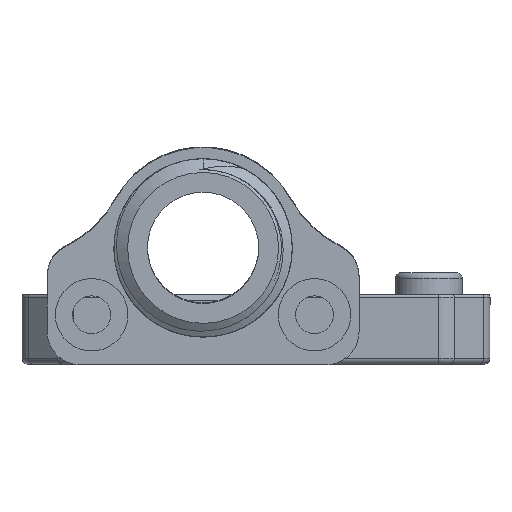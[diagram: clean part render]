
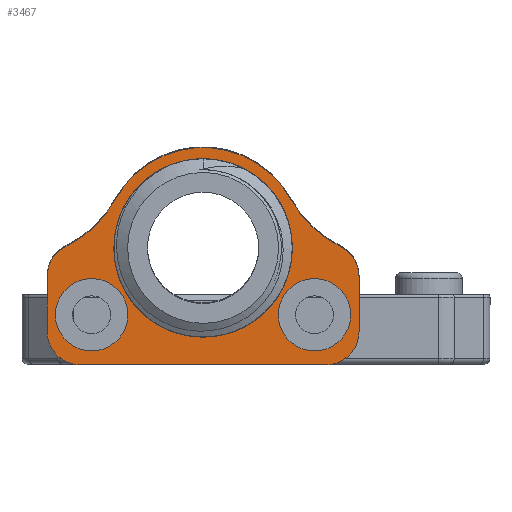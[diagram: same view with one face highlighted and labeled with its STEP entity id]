
A CAD part, front view. The second image highlights one B-rep face of the part: STEP entity #3467.
In plain terms, the highlighted face is planar.
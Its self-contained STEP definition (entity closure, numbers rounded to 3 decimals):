
#79=FACE_BOUND('',#441,.T.);
#80=FACE_BOUND('',#442,.T.);
#81=FACE_BOUND('',#443,.T.);
#108=PLANE('',#3736);
#220=FACE_OUTER_BOUND('',#440,.T.);
#440=EDGE_LOOP('',(#2397,#2398,#2399,#2400,#2401,#2402,#2403,#2404,#2405,
#2406));
#441=EDGE_LOOP('',(#2407,#2408,#2409,#2410));
#442=EDGE_LOOP('',(#2411));
#443=EDGE_LOOP('',(#2412));
#661=CIRCLE('',#3687,8.);
#667=CIRCLE('',#3711,7.026);
#677=CIRCLE('',#3726,3.25);
#680=CIRCLE('',#3731,3.25);
#683=CIRCLE('',#3737,3.);
#684=CIRCLE('',#3738,10.);
#685=CIRCLE('',#3739,9.);
#686=CIRCLE('',#3740,10.);
#687=CIRCLE('',#3741,3.);
#688=CIRCLE('',#3742,3.);
#689=CIRCLE('',#3743,3.);
#950=B_SPLINE_CURVE_WITH_KNOTS('',3,(#6647,#6648,#6649,#6650,#6651,#6652,
#6653,#6654,#6655,#6656,#6657,#6658,#6659,#6660,#6661,#6662,#6663,#6664),
 .UNSPECIFIED.,.F.,.F.,(4,2,2,2,2,2,2,2,4),(-1.916,-1.63,
-1.406,-1.125,-0.862,-0.719,
-0.428,-0.223,0.),.UNSPECIFIED.);
#951=B_SPLINE_CURVE_WITH_KNOTS('',3,(#6665,#6666,#6667,#6668,#6669,#6670,
#6671,#6672,#6673,#6674,#6675,#6676,#6677,#6678,#6679,#6680,#6681,#6682),
 .UNSPECIFIED.,.F.,.F.,(4,2,2,2,2,2,2,2,4),(-2.173,-1.918,
-1.592,-1.152,-0.939,-0.591,
-0.321,-0.165,0.),.UNSPECIFIED.);
#1002=LINE('',#6629,#1218);
#1003=LINE('',#6641,#1219);
#1004=LINE('',#6645,#1220);
#1218=VECTOR('',#4287,1000.);
#1219=VECTOR('',#4298,1000.);
#1220=VECTOR('',#4301,1000.);
#1410=VERTEX_POINT('',#5319);
#1411=VERTEX_POINT('',#5332);
#1450=VERTEX_POINT('',#6532);
#1451=VERTEX_POINT('',#6545);
#1461=VERTEX_POINT('',#6605);
#1464=VERTEX_POINT('',#6615);
#1467=VERTEX_POINT('',#6627);
#1468=VERTEX_POINT('',#6628);
#1469=VERTEX_POINT('',#6630);
#1470=VERTEX_POINT('',#6632);
#1471=VERTEX_POINT('',#6634);
#1472=VERTEX_POINT('',#6636);
#1473=VERTEX_POINT('',#6638);
#1474=VERTEX_POINT('',#6640);
#1475=VERTEX_POINT('',#6642);
#1476=VERTEX_POINT('',#6644);
#1740=EDGE_CURVE('',#1411,#1410,#661,.T.);
#1798=EDGE_CURVE('',#1451,#1450,#667,.T.);
#1815=EDGE_CURVE('',#1461,#1461,#677,.T.);
#1820=EDGE_CURVE('',#1464,#1464,#680,.T.);
#1825=EDGE_CURVE('',#1467,#1468,#1002,.T.);
#1826=EDGE_CURVE('',#1468,#1469,#683,.T.);
#1827=EDGE_CURVE('',#1469,#1470,#684,.T.);
#1828=EDGE_CURVE('',#1471,#1470,#685,.T.);
#1829=EDGE_CURVE('',#1471,#1472,#686,.T.);
#1830=EDGE_CURVE('',#1472,#1473,#687,.T.);
#1831=EDGE_CURVE('',#1473,#1474,#1003,.T.);
#1832=EDGE_CURVE('',#1474,#1475,#688,.T.);
#1833=EDGE_CURVE('',#1475,#1476,#1004,.T.);
#1834=EDGE_CURVE('',#1476,#1467,#689,.T.);
#1835=EDGE_CURVE('',#1451,#1410,#950,.T.);
#1836=EDGE_CURVE('',#1411,#1450,#951,.T.);
#2397=ORIENTED_EDGE('',*,*,#1825,.T.);
#2398=ORIENTED_EDGE('',*,*,#1826,.T.);
#2399=ORIENTED_EDGE('',*,*,#1827,.T.);
#2400=ORIENTED_EDGE('',*,*,#1828,.F.);
#2401=ORIENTED_EDGE('',*,*,#1829,.T.);
#2402=ORIENTED_EDGE('',*,*,#1830,.T.);
#2403=ORIENTED_EDGE('',*,*,#1831,.T.);
#2404=ORIENTED_EDGE('',*,*,#1832,.T.);
#2405=ORIENTED_EDGE('',*,*,#1833,.T.);
#2406=ORIENTED_EDGE('',*,*,#1834,.T.);
#2407=ORIENTED_EDGE('',*,*,#1740,.T.);
#2408=ORIENTED_EDGE('',*,*,#1835,.F.);
#2409=ORIENTED_EDGE('',*,*,#1798,.T.);
#2410=ORIENTED_EDGE('',*,*,#1836,.F.);
#2411=ORIENTED_EDGE('',*,*,#1820,.F.);
#2412=ORIENTED_EDGE('',*,*,#1815,.F.);
#3467=ADVANCED_FACE('',(#220,#79,#80,#81),#108,.F.);
#3687=AXIS2_PLACEMENT_3D('',#5333,#4162,#4163);
#3711=AXIS2_PLACEMENT_3D('',#6546,#4227,#4228);
#3726=AXIS2_PLACEMENT_3D('',#6607,#4261,#4262);
#3731=AXIS2_PLACEMENT_3D('',#6617,#4273,#4274);
#3736=AXIS2_PLACEMENT_3D('',#6626,#4285,#4286);
#3737=AXIS2_PLACEMENT_3D('',#6631,#4288,#4289);
#3738=AXIS2_PLACEMENT_3D('',#6633,#4290,#4291);
#3739=AXIS2_PLACEMENT_3D('',#6635,#4292,#4293);
#3740=AXIS2_PLACEMENT_3D('',#6637,#4294,#4295);
#3741=AXIS2_PLACEMENT_3D('',#6639,#4296,#4297);
#3742=AXIS2_PLACEMENT_3D('',#6643,#4299,#4300);
#3743=AXIS2_PLACEMENT_3D('',#6646,#4302,#4303);
#4162=DIRECTION('center_axis',(0.,0.,-1.));
#4163=DIRECTION('ref_axis',(1.,0.,0.));
#4227=DIRECTION('center_axis',(0.,0.,-1.));
#4228=DIRECTION('ref_axis',(1.,0.,0.));
#4261=DIRECTION('center_axis',(0.,0.,1.));
#4262=DIRECTION('ref_axis',(1.,0.,0.));
#4273=DIRECTION('center_axis',(0.,0.,1.));
#4274=DIRECTION('ref_axis',(1.,0.,0.));
#4285=DIRECTION('center_axis',(0.,0.,-1.));
#4286=DIRECTION('ref_axis',(-1.,0.,0.));
#4287=DIRECTION('',(0.,-1.,0.));
#4288=DIRECTION('center_axis',(0.,0.,1.));
#4289=DIRECTION('ref_axis',(-1.,0.,0.));
#4290=DIRECTION('center_axis',(0.,0.,-1.));
#4291=DIRECTION('ref_axis',(-1.,0.,0.));
#4292=DIRECTION('center_axis',(0.,0.,-1.));
#4293=DIRECTION('ref_axis',(-1.,0.,0.));
#4294=DIRECTION('center_axis',(0.,0.,-1.));
#4295=DIRECTION('ref_axis',(-1.,0.,0.));
#4296=DIRECTION('center_axis',(0.,0.,1.));
#4297=DIRECTION('ref_axis',(-1.,0.,0.));
#4298=DIRECTION('',(0.,1.,0.));
#4299=DIRECTION('center_axis',(0.,0.,1.));
#4300=DIRECTION('ref_axis',(-1.,0.,0.));
#4301=DIRECTION('',(-1.,0.,0.));
#4302=DIRECTION('center_axis',(0.,0.,1.));
#4303=DIRECTION('ref_axis',(-1.,0.,0.));
#5319=CARTESIAN_POINT('',(0.,8.,-12.));
#5332=CARTESIAN_POINT('',(-5.605,5.708,-12.));
#5333=CARTESIAN_POINT('Origin',(0.,0.,-12.));
#6532=CARTESIAN_POINT('',(0.,-7.026,-12.));
#6545=CARTESIAN_POINT('',(4.922,-5.013,-12.));
#6546=CARTESIAN_POINT('Origin',(0.,0.,-12.));
#6605=CARTESIAN_POINT('',(-13.25,6.,-12.));
#6607=CARTESIAN_POINT('Origin',(-10.,6.,-12.));
#6615=CARTESIAN_POINT('',(6.75,6.,-12.));
#6617=CARTESIAN_POINT('Origin',(10.,6.,-12.));
#6626=CARTESIAN_POINT('Origin',(0.,0.,-12.));
#6627=CARTESIAN_POINT('',(-14.,7.5,-12.));
#6628=CARTESIAN_POINT('',(-14.,2.564,-12.));
#6629=CARTESIAN_POINT('',(-14.,10.5,-12.));
#6630=CARTESIAN_POINT('',(-12.305,-0.137,-12.));
#6631=CARTESIAN_POINT('Origin',(-11.,2.564,-12.));
#6632=CARTESIAN_POINT('',(-7.89,-4.33,-12.));
#6633=CARTESIAN_POINT('Origin',(-16.657,-9.141,-12.));
#6634=CARTESIAN_POINT('',(7.89,-4.33,-12.));
#6635=CARTESIAN_POINT('Origin',(0.,0.,-12.));
#6636=CARTESIAN_POINT('',(12.305,-0.137,-12.));
#6637=CARTESIAN_POINT('Origin',(16.657,-9.141,-12.));
#6638=CARTESIAN_POINT('',(14.,2.564,-12.));
#6639=CARTESIAN_POINT('Origin',(11.,2.564,-12.));
#6640=CARTESIAN_POINT('',(14.,7.5,-12.));
#6641=CARTESIAN_POINT('',(14.,10.5,-12.));
#6642=CARTESIAN_POINT('',(11.,10.5,-12.));
#6643=CARTESIAN_POINT('Origin',(11.,7.5,-12.));
#6644=CARTESIAN_POINT('',(-11.,10.5,-12.));
#6645=CARTESIAN_POINT('',(9.,10.5,-12.));
#6646=CARTESIAN_POINT('Origin',(-11.,7.5,-12.));
#6647=CARTESIAN_POINT('Ctrl Pts',(4.922,-5.013,-12.));
#6648=CARTESIAN_POINT('Ctrl Pts',(5.38,-4.614,-12.));
#6649=CARTESIAN_POINT('Ctrl Pts',(5.784,-4.157,-12.));
#6650=CARTESIAN_POINT('Ctrl Pts',(6.386,-3.258,-12.));
#6651=CARTESIAN_POINT('Ctrl Pts',(6.704,-2.701,-12.));
#6652=CARTESIAN_POINT('Ctrl Pts',(7.266,-1.093,-12.));
#6653=CARTESIAN_POINT('Ctrl Pts',(7.402,-0.145,-12.));
#6654=CARTESIAN_POINT('Ctrl Pts',(7.309,1.689,-12.));
#6655=CARTESIAN_POINT('Ctrl Pts',(7.103,2.56,-12.));
#6656=CARTESIAN_POINT('Ctrl Pts',(6.555,3.815,-12.));
#6657=CARTESIAN_POINT('Ctrl Pts',(6.316,4.24,-12.));
#6658=CARTESIAN_POINT('Ctrl Pts',(5.498,5.433,-12.));
#6659=CARTESIAN_POINT('Ctrl Pts',(4.804,6.123,-12.));
#6660=CARTESIAN_POINT('Ctrl Pts',(3.435,7.052,-12.));
#6661=CARTESIAN_POINT('Ctrl Pts',(2.822,7.359,-12.));
#6662=CARTESIAN_POINT('Ctrl Pts',(1.475,7.824,-12.));
#6663=CARTESIAN_POINT('Ctrl Pts',(0.742,7.965,-12.));
#6664=CARTESIAN_POINT('Ctrl Pts',(0.,8.,
-12.));
#6665=CARTESIAN_POINT('Ctrl Pts',(-5.605,5.708,-12.));
#6666=CARTESIAN_POINT('Ctrl Pts',(-6.23,5.027,-12.));
#6667=CARTESIAN_POINT('Ctrl Pts',(-6.634,4.353,-12.));
#6668=CARTESIAN_POINT('Ctrl Pts',(-7.221,3.166,-12.));
#6669=CARTESIAN_POINT('Ctrl Pts',(-7.452,2.456,-12.));
#6670=CARTESIAN_POINT('Ctrl Pts',(-7.747,0.737,-12.));
#6671=CARTESIAN_POINT('Ctrl Pts',(-7.72,-0.274,
-12.));
#6672=CARTESIAN_POINT('Ctrl Pts',(-7.393,-1.726,-12.));
#6673=CARTESIAN_POINT('Ctrl Pts',(-7.242,-2.19,-12.));
#6674=CARTESIAN_POINT('Ctrl Pts',(-6.73,-3.362,-12.));
#6675=CARTESIAN_POINT('Ctrl Pts',(-6.219,-4.232,-12.));
#6676=CARTESIAN_POINT('Ctrl Pts',(-4.729,-5.657,-12.));
#6677=CARTESIAN_POINT('Ctrl Pts',(-3.966,-6.152,-12.));
#6678=CARTESIAN_POINT('Ctrl Pts',(-2.651,-6.692,-12.));
#6679=CARTESIAN_POINT('Ctrl Pts',(-2.15,-6.837,-12.));
#6680=CARTESIAN_POINT('Ctrl Pts',(-1.098,-7.022,-12.));
#6681=CARTESIAN_POINT('Ctrl Pts',(-0.548,-7.055,
-12.));
#6682=CARTESIAN_POINT('Ctrl Pts',(0.,-7.026,
-12.));
